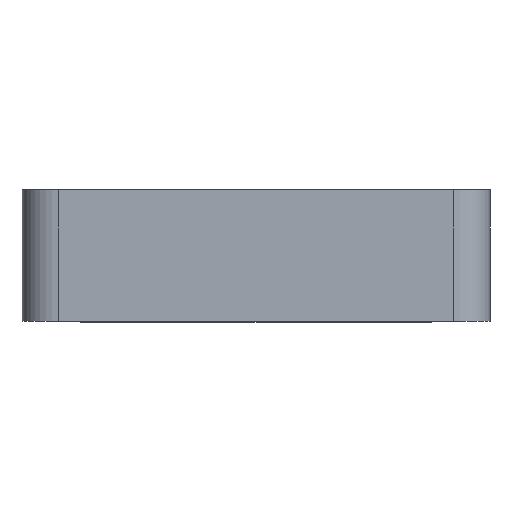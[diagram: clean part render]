
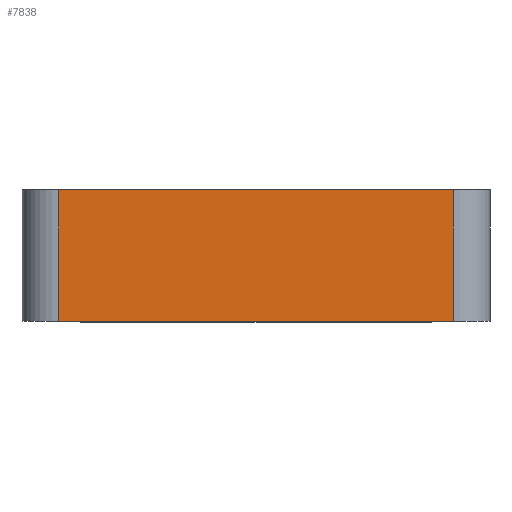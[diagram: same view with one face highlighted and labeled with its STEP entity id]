
A CAD part, left-side view. The second image highlights one B-rep face of the part: STEP entity #7838.
In plain terms, the highlighted planar face has unit normal (-1, 0, 0).
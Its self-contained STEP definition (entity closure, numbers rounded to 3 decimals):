
#608 = DIRECTION ( 'NONE',  ( 0., -1., 0. ) ) ;
#847 = CARTESIAN_POINT ( 'NONE',  ( -3.3, 2.7, 1.8 ) ) ;
#1691 = VECTOR ( 'NONE', #18816, 1000. ) ;
#2209 = LINE ( 'NONE', #3936, #1691 ) ;
#2576 = VECTOR ( 'NONE', #21643, 1000. ) ;
#2633 = ORIENTED_EDGE ( 'NONE', *, *, #17278, .F. ) ;
#2841 = LINE ( 'NONE', #22598, #8773 ) ;
#3074 = DIRECTION ( 'NONE',  ( 1., 0., 0. ) ) ;
#3131 = ORIENTED_EDGE ( 'NONE', *, *, #14168, .T. ) ;
#3315 = CARTESIAN_POINT ( 'NONE',  ( -3.3, 2.7, 1.8 ) ) ;
#3936 = CARTESIAN_POINT ( 'NONE',  ( -3.3, -2.7, 1.8 ) ) ;
#6505 = VERTEX_POINT ( 'NONE', #847 ) ;
#6865 = LINE ( 'NONE', #3315, #2576 ) ;
#7132 = VECTOR ( 'NONE', #11964, 1000. ) ;
#7372 = CARTESIAN_POINT ( 'NONE',  ( -3.3, 2.7, 0. ) ) ;
#7838 = ADVANCED_FACE ( 'NONE', ( #22965 ), #15760, .F. ) ;
#8773 = VECTOR ( 'NONE', #608, 1000. ) ;
#9582 = ORIENTED_EDGE ( 'NONE', *, *, #14373, .T. ) ;
#9814 = CARTESIAN_POINT ( 'NONE',  ( -3.3, -2.7, 1.8 ) ) ;
#10498 = CARTESIAN_POINT ( 'NONE',  ( -3.3, 3.2, 1.8 ) ) ;
#10651 = CARTESIAN_POINT ( 'NONE',  ( -3.3, 3.2, 1.8 ) ) ;
#10833 = EDGE_CURVE ( 'NONE', #13800, #12586, #2209, .T. ) ;
#10954 = EDGE_LOOP ( 'NONE', ( #3131, #15179, #2633, #9582 ) ) ;
#11646 = VERTEX_POINT ( 'NONE', #7372 ) ;
#11964 = DIRECTION ( 'NONE',  ( 0., -1., 0. ) ) ;
#12586 = VERTEX_POINT ( 'NONE', #9814 ) ;
#13800 = VERTEX_POINT ( 'NONE', #14282 ) ;
#14168 = EDGE_CURVE ( 'NONE', #11646, #13800, #2841, .T. ) ;
#14282 = CARTESIAN_POINT ( 'NONE',  ( -3.3, -2.7, 0. ) ) ;
#14373 = EDGE_CURVE ( 'NONE', #6505, #11646, #6865, .T. ) ;
#14722 = AXIS2_PLACEMENT_3D ( 'NONE', #10651, #3074, #23679 ) ;
#15179 = ORIENTED_EDGE ( 'NONE', *, *, #10833, .T. ) ;
#15730 = LINE ( 'NONE', #10498, #7132 ) ;
#15760 = PLANE ( 'NONE',  #14722 ) ;
#17278 = EDGE_CURVE ( 'NONE', #6505, #12586, #15730, .T. ) ;
#18816 = DIRECTION ( 'NONE',  ( 0., 0., 1. ) ) ;
#21643 = DIRECTION ( 'NONE',  ( 0., 0., -1. ) ) ;
#22598 = CARTESIAN_POINT ( 'NONE',  ( -3.3, 3.2, 0. ) ) ;
#22965 = FACE_OUTER_BOUND ( 'NONE', #10954, .T. ) ;
#23679 = DIRECTION ( 'NONE',  ( 0., 1., 0. ) ) ;
